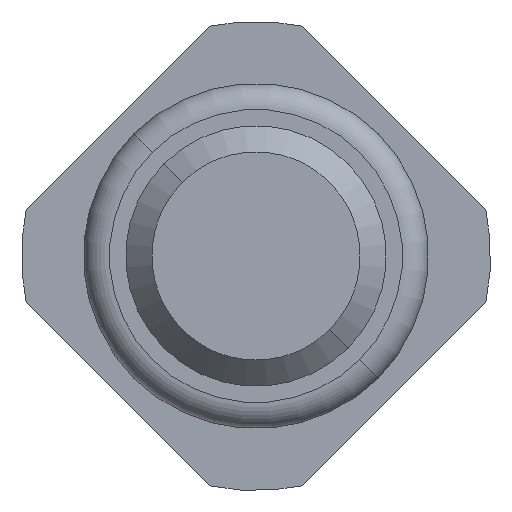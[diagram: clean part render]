
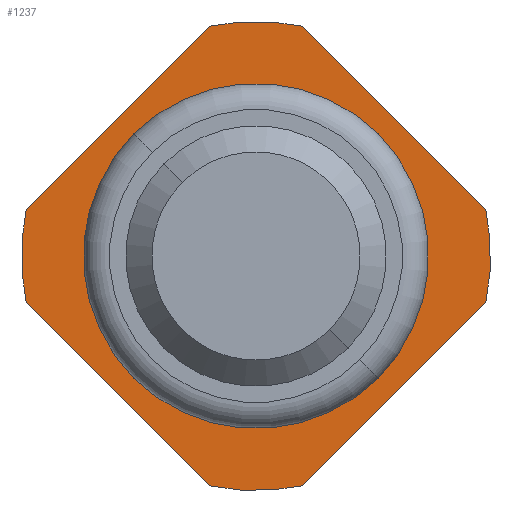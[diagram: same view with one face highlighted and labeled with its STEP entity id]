
A CAD part, front view. The second image highlights one B-rep face of the part: STEP entity #1237.
In plain terms, the highlighted planar face has unit normal (0, -1, 0).
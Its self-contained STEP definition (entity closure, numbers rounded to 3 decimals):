
#106 = AXIS2_PLACEMENT_3D ( 'NONE', #1657, #2212, #3337 ) ;
#136 = CARTESIAN_POINT ( 'NONE',  ( 1.764, -2., -0.357 ) ) ;
#201 = ORIENTED_EDGE ( 'NONE', *, *, #2499, .F. ) ;
#229 = EDGE_CURVE ( 'NONE', #2428, #3102, #2155, .T. ) ;
#306 = CARTESIAN_POINT ( 'NONE',  ( -1.061, -2., -1.061 ) ) ;
#313 = DIRECTION ( 'NONE',  ( 0., 1., 0. ) ) ;
#392 = CARTESIAN_POINT ( 'NONE',  ( 0., -2., 0. ) ) ;
#393 = CIRCLE ( 'NONE', #3038, 1.8 ) ;
#420 = CARTESIAN_POINT ( 'NONE',  ( -0.357, -2., 1.764 ) ) ;
#422 = EDGE_CURVE ( 'NONE', #896, #3560, #2946, .T. ) ;
#540 = CARTESIAN_POINT ( 'NONE',  ( 1.061, -2., 1.061 ) ) ;
#614 = CARTESIAN_POINT ( 'NONE',  ( 0.212, -2., 2.333 ) ) ;
#650 = FACE_OUTER_BOUND ( 'NONE', #2390, .T. ) ;
#686 = ORIENTED_EDGE ( 'NONE', *, *, #3263, .T. ) ;
#734 = VECTOR ( 'NONE', #3302, 1000. ) ;
#783 = ORIENTED_EDGE ( 'NONE', *, *, #2872, .F. ) ;
#855 = ORIENTED_EDGE ( 'NONE', *, *, #2964, .F. ) ;
#867 = DIRECTION ( 'NONE',  ( -0.707, 0., 0.707 ) ) ;
#896 = VERTEX_POINT ( 'NONE', #957 ) ;
#957 = CARTESIAN_POINT ( 'NONE',  ( -0.357, -2., -1.764 ) ) ;
#1001 = DIRECTION ( 'NONE',  ( -0.707, 0., 0.707 ) ) ;
#1002 = DIRECTION ( 'NONE',  ( -0.707, 0., -0.707 ) ) ;
#1103 = CIRCLE ( 'NONE', #3126, 1.8 ) ;
#1132 = EDGE_LOOP ( 'NONE', ( #2531, #686 ) ) ;
#1193 = DIRECTION ( 'NONE',  ( 0.707, 0., -0.707 ) ) ;
#1237 = ADVANCED_FACE ( 'Defeature ausgef�hrt1_18', ( #2382, #650 ), #3264, .F. ) ;
#1257 = EDGE_CURVE ( 'NONE', #3762, #2922, #1375, .T. ) ;
#1285 = CIRCLE ( 'NONE', #3425, 1.8 ) ;
#1296 = DIRECTION ( 'NONE',  ( 0., 1., 0. ) ) ;
#1331 = DIRECTION ( 'NONE',  ( -0.707, 0., 0.707 ) ) ;
#1375 = CIRCLE ( 'NONE', #3636, 1.325 ) ;
#1392 = ORIENTED_EDGE ( 'NONE', *, *, #3195, .F. ) ;
#1608 = ORIENTED_EDGE ( 'NONE', *, *, #3125, .F. ) ;
#1628 = VERTEX_POINT ( 'NONE', #136 ) ;
#1657 = CARTESIAN_POINT ( 'NONE',  ( 0., -2., 0. ) ) ;
#1670 = AXIS2_PLACEMENT_3D ( 'NONE', #2160, #3345, #1331 ) ;
#1706 = ORIENTED_EDGE ( 'NONE', *, *, #229, .F. ) ;
#1735 = VERTEX_POINT ( 'NONE', #3388 ) ;
#1787 = ORIENTED_EDGE ( 'NONE', *, *, #422, .F. ) ;
#1956 = VECTOR ( 'NONE', #2674, 1000. ) ;
#2018 = VERTEX_POINT ( 'NONE', #3532 ) ;
#2134 = LINE ( 'NONE', #614, #734 ) ;
#2155 = CIRCLE ( 'NONE', #1670, 1.8 ) ;
#2160 = CARTESIAN_POINT ( 'NONE',  ( 0., -2., 0. ) ) ;
#2200 = CARTESIAN_POINT ( 'NONE',  ( 0., -2., 0. ) ) ;
#2212 = DIRECTION ( 'NONE',  ( 0., 1., 0. ) ) ;
#2328 = VECTOR ( 'NONE', #1193, 1000. ) ;
#2335 = VERTEX_POINT ( 'NONE', #3581 ) ;
#2380 = DIRECTION ( 'NONE',  ( -0.707, 0., 0.707 ) ) ;
#2382 = FACE_BOUND ( 'NONE', #1132, .T. ) ;
#2390 = EDGE_LOOP ( 'NONE', ( #855, #1706, #1392, #1608, #1787, #783, #201, #3559 ) ) ;
#2428 = VERTEX_POINT ( 'NONE', #420 ) ;
#2430 = CARTESIAN_POINT ( 'NONE',  ( -1.764, -2., -0.357 ) ) ;
#2443 = DIRECTION ( 'NONE',  ( -0.707, 0., 0.707 ) ) ;
#2460 = DIRECTION ( 'NONE',  ( 0., 1., 0. ) ) ;
#2499 = EDGE_CURVE ( 'NONE', #1628, #2018, #2789, .T. ) ;
#2531 = ORIENTED_EDGE ( 'NONE', *, *, #1257, .T. ) ;
#2674 = DIRECTION ( 'NONE',  ( -0.707, 0., 0.707 ) ) ;
#2749 = CARTESIAN_POINT ( 'NONE',  ( 2.333, -2., 0.212 ) ) ;
#2789 = LINE ( 'NONE', #2749, #3660 ) ;
#2794 = CARTESIAN_POINT ( 'NONE',  ( 0.937, -2., -0.937 ) ) ;
#2872 = EDGE_CURVE ( 'NONE', #2018, #896, #1285, .T. ) ;
#2922 = VERTEX_POINT ( 'NONE', #2794 ) ;
#2925 = LINE ( 'NONE', #540, #2328 ) ;
#2946 = LINE ( 'NONE', #306, #1956 ) ;
#2964 = EDGE_CURVE ( 'NONE', #3102, #1735, #2925, .T. ) ;
#3014 = CARTESIAN_POINT ( 'NONE',  ( 0., -2., 0. ) ) ;
#3035 = AXIS2_PLACEMENT_3D ( 'NONE', #3545, #3490, #867 ) ;
#3038 = AXIS2_PLACEMENT_3D ( 'NONE', #392, #313, #3572 ) ;
#3102 = VERTEX_POINT ( 'NONE', #3579 ) ;
#3125 = EDGE_CURVE ( 'NONE', #3560, #2335, #1103, .T. ) ;
#3126 = AXIS2_PLACEMENT_3D ( 'NONE', #3014, #2460, #2380 ) ;
#3195 = EDGE_CURVE ( 'NONE', #2335, #2428, #2134, .T. ) ;
#3263 = EDGE_CURVE ( 'NONE', #2922, #3762, #3603, .T. ) ;
#3264 = PLANE ( 'NONE',  #3035 ) ;
#3302 = DIRECTION ( 'NONE',  ( 0.707, 0., 0.707 ) ) ;
#3337 = DIRECTION ( 'NONE',  ( -0.707, 0., 0.707 ) ) ;
#3345 = DIRECTION ( 'NONE',  ( 0., 1., 0. ) ) ;
#3388 = CARTESIAN_POINT ( 'NONE',  ( 1.764, -2., 0.357 ) ) ;
#3425 = AXIS2_PLACEMENT_3D ( 'NONE', #2200, #1296, #2443 ) ;
#3490 = DIRECTION ( 'NONE',  ( 0., 1., 0. ) ) ;
#3518 = EDGE_CURVE ( 'NONE', #1735, #1628, #393, .T. ) ;
#3532 = CARTESIAN_POINT ( 'NONE',  ( 0.357, -2., -1.764 ) ) ;
#3545 = CARTESIAN_POINT ( 'NONE',  ( 1.273, -2., 1.273 ) ) ;
#3559 = ORIENTED_EDGE ( 'NONE', *, *, #3518, .F. ) ;
#3560 = VERTEX_POINT ( 'NONE', #2430 ) ;
#3572 = DIRECTION ( 'NONE',  ( -0.707, 0., 0.707 ) ) ;
#3579 = CARTESIAN_POINT ( 'NONE',  ( 0.357, -2., 1.764 ) ) ;
#3581 = CARTESIAN_POINT ( 'NONE',  ( -1.764, -2., 0.357 ) ) ;
#3597 = CARTESIAN_POINT ( 'NONE',  ( 0., -2., 0. ) ) ;
#3603 = CIRCLE ( 'NONE', #106, 1.325 ) ;
#3636 = AXIS2_PLACEMENT_3D ( 'NONE', #3597, #3637, #1001 ) ;
#3637 = DIRECTION ( 'NONE',  ( 0., 1., 0. ) ) ;
#3660 = VECTOR ( 'NONE', #1002, 1000. ) ;
#3701 = CARTESIAN_POINT ( 'NONE',  ( -0.937, -2., 0.937 ) ) ;
#3762 = VERTEX_POINT ( 'NONE', #3701 ) ;
